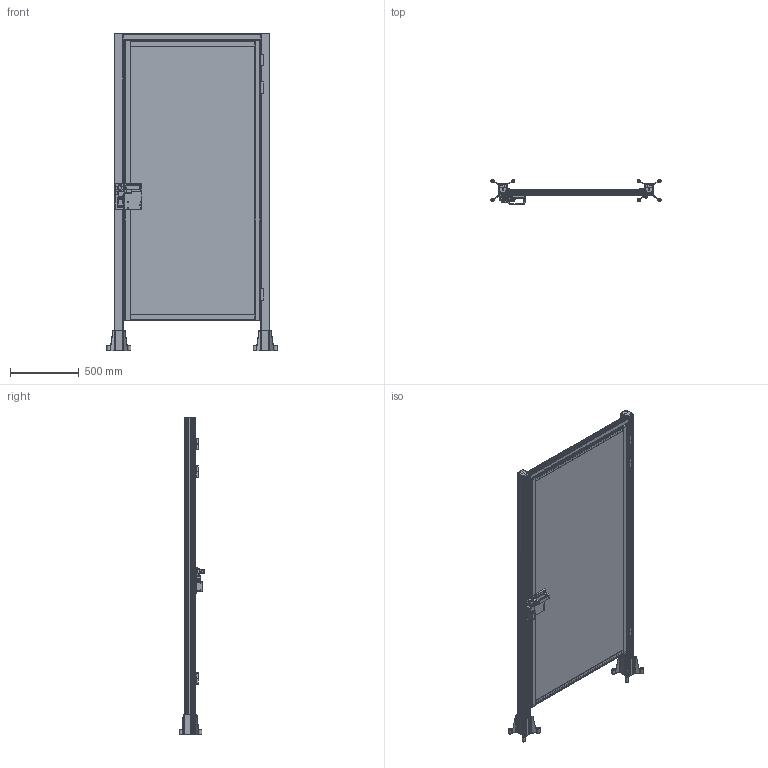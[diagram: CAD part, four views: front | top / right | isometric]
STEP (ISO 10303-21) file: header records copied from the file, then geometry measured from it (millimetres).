
FILE_DESCRIPTION((''),'2;1');
FILE_NAME('SZ8110N.stp','2012-11-24T10:58:22',('marina kaa'),(''),'Autodesk Inventor 2012','Autodesk Inventor 2012','');
FILE_SCHEMA(('AUTOMOTIVE_DESIGN { 1 0 10303 214 1 1 1 1 }'));
Length unit declared in the file: millimetre
Products named in the file (1): SZ8110_K
Bounding box: 1233.97 x 184.72 x 2304 mm (x, y, z)
Volume: 17630302.8 mm3; surface area: 12814720.7 mm2
Topology: 11 solids, 34 shells, 3072 faces, 9184 edges, 6026 vertices
Faces by surface type: plane 1500, cylinder 1297, cone 187, sphere 44, torus 38, bspline 6
Full cylindrical faces by diameter (mm): 2.5 x4, 4.134 x4, 4.917 x11, 5 x6, 5.1 x6, 6 x7, 6.4 x1, 6.6 x12, 6.647 x7, 6.65 x12, 6.8 x5, 7.8 x6, 7.9 x6, 8 x9, 8.5 x6, 9 x6, 9.8 x1, 10 x6, 11 x6, 11.8 x6, 12 x18, 13 x10, 14 x2, 20 x3
Entity records: 113876 total; most frequent: CARTESIAN_POINT 28915, ORIENTED_EDGE 17362, DIRECTION 17021, EDGE_CURVE 8681, AXIS2_PLACEMENT_3D 6012, VERTEX_POINT 5827, VECTOR 4997, LINE 4997
